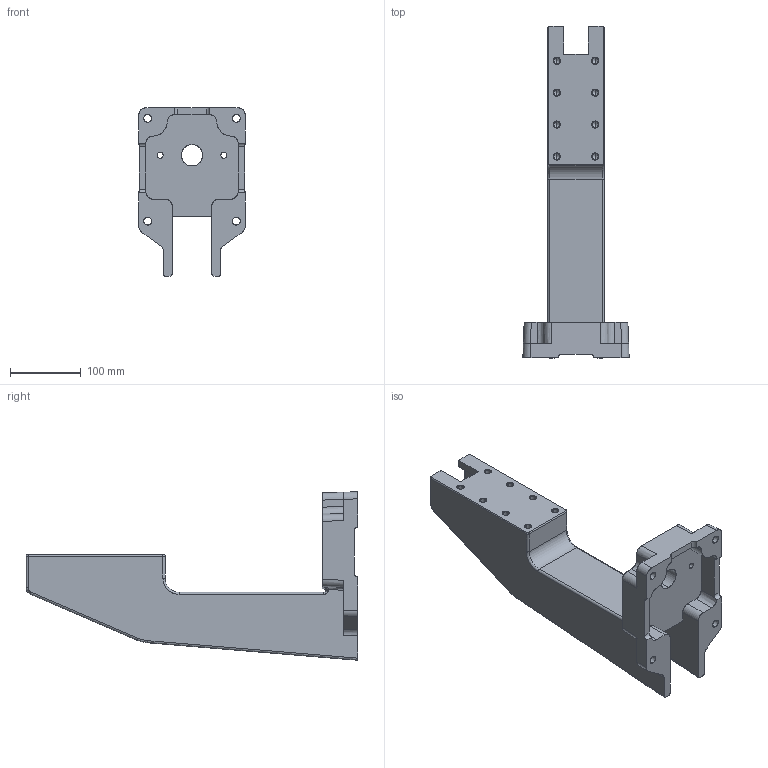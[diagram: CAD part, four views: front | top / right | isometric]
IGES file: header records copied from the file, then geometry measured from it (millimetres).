
Start section: SolidWorks IGES file using analytic representation for surfaces
Global section: file name: HGH-32500MB; native system:GH-32500MB(簡化)-1^GH-32500PR(簡化)-1.IGS; preprocessor: SolidWorks 2016; author: LinWei; date: 201207.115524; units: millimetre
Bounding box: 149.79 x 468 x 237.65 mm (x, y, z)
Surface area: 320830.9 mm2 (no closed solid volume)
Topology: 0 solids, 0 shells, 283 faces, 3279 edges, 3251 vertices
Faces by surface type: revolution 183, bspline 100
